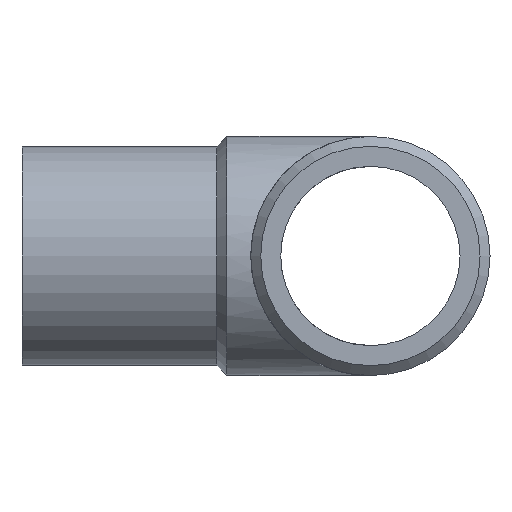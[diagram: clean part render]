
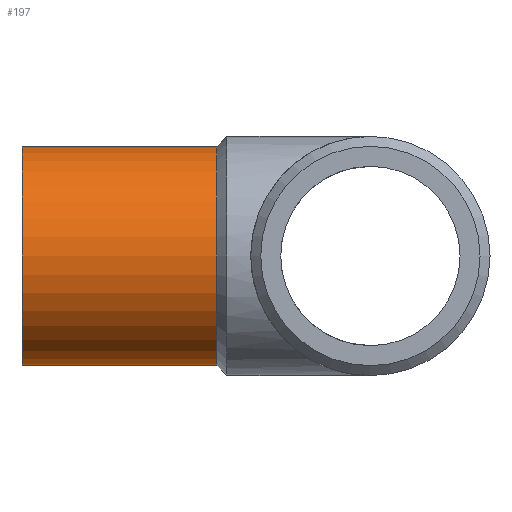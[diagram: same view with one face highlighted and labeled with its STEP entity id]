
A CAD part, left-side view. The second image highlights one B-rep face of the part: STEP entity #197.
In plain terms, the highlighted cylindrical face has radius 45 mm (diameter 90 mm), a full revolution.
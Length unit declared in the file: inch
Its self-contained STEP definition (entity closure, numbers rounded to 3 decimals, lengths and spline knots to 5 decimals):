
#14 = AXIS2_PLACEMENT_3D ( 'NONE', #84, #137, #278 ) ;
#16 = CIRCLE ( 'NONE', #118, 1.77165 ) ;
#23 = DIRECTION ( 'NONE',  ( 0., 1., 0. ) ) ;
#63 = CARTESIAN_POINT ( 'NONE',  ( -5.62992, 2.48031, 0. ) ) ;
#77 = EDGE_CURVE ( 'NONE', #361, #361, #351, .T. ) ;
#84 = CARTESIAN_POINT ( 'NONE',  ( -5.62992, 4.05512, 0. ) ) ;
#87 = CYLINDRICAL_SURFACE ( 'NONE', #14, 1.77165 ) ;
#100 = EDGE_LOOP ( 'NONE', ( #176 ) ) ;
#114 = AXIS2_PLACEMENT_3D ( 'NONE', #63, #204, #233 ) ;
#118 = AXIS2_PLACEMENT_3D ( 'NONE', #253, #23, #189 ) ;
#126 = CARTESIAN_POINT ( 'NONE',  ( -5.62992, 5.62992, -1.77165 ) ) ;
#129 = VERTEX_POINT ( 'NONE', #126 ) ;
#137 = DIRECTION ( 'NONE',  ( 0., -1., 0. ) ) ;
#143 = EDGE_CURVE ( 'NONE', #129, #129, #16, .T. ) ;
#170 = EDGE_LOOP ( 'NONE', ( #355 ) ) ;
#176 = ORIENTED_EDGE ( 'NONE', *, *, #77, .T. ) ;
#189 = DIRECTION ( 'NONE',  ( 0., 0., -1. ) ) ;
#197 = ADVANCED_FACE ( 'NONE', ( #249, #302 ), #87, .T. ) ;
#204 = DIRECTION ( 'NONE',  ( 0., 1., 0. ) ) ;
#233 = DIRECTION ( 'NONE',  ( 0., 0., -1. ) ) ;
#239 = CARTESIAN_POINT ( 'NONE',  ( -5.62992, 2.48031, -1.77165 ) ) ;
#249 = FACE_OUTER_BOUND ( 'NONE', #170, .T. ) ;
#253 = CARTESIAN_POINT ( 'NONE',  ( -5.62992, 5.62992, 0. ) ) ;
#278 = DIRECTION ( 'NONE',  ( 0., 0., -1. ) ) ;
#302 = FACE_OUTER_BOUND ( 'NONE', #100, .T. ) ;
#351 = CIRCLE ( 'NONE', #114, 1.77165 ) ;
#355 = ORIENTED_EDGE ( 'NONE', *, *, #143, .F. ) ;
#361 = VERTEX_POINT ( 'NONE', #239 ) ;
